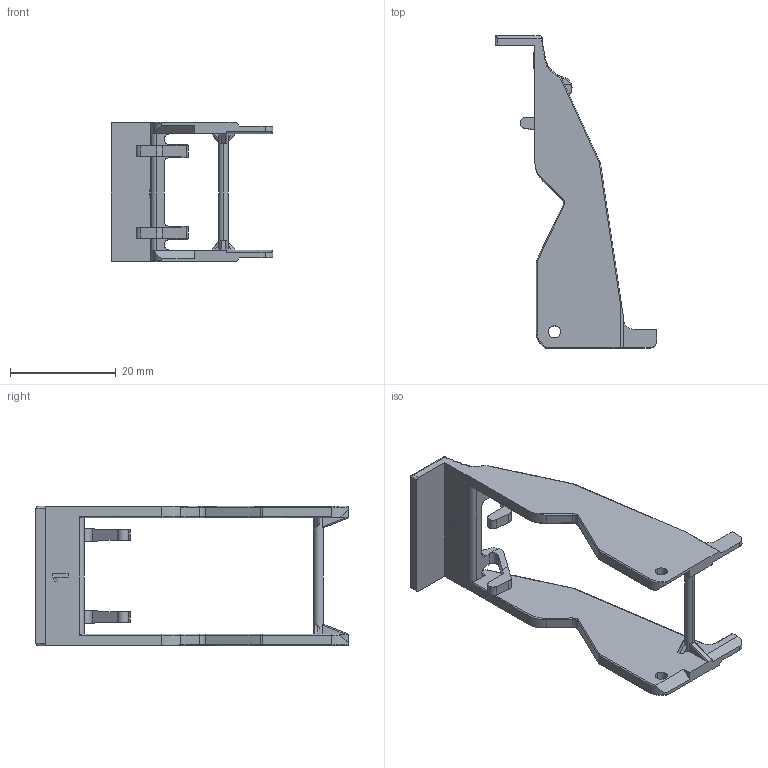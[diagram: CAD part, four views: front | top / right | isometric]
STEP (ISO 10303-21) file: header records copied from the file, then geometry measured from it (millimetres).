
FILE_DESCRIPTION((''),'2;1');
FILE_NAME('MS35C','2013-01-30T',('ScalaG'),(''),'PRO/ENGINEER BY PARAMETRIC TECHNOLOGY CORPORATION, 2010180','PRO/ENGINEER BY PARAMETRIC TECHNOLOGY CORPORATION, 2010180','');
FILE_SCHEMA(('CONFIG_CONTROL_DESIGN'));
Length unit declared in the file: millimetre
Products named in the file (1): MS35C
Bounding box: 30.67 x 59.14 x 26.4 mm (x, y, z)
Volume: 3744.8 mm3; surface area: 4502.4 mm2
Topology: 1 solids, 1 shells, 246 faces, 684 edges, 439 vertices
Faces by surface type: cylinder 116, plane 89, torus 31, bspline 10
Entity records: 8934 total; most frequent: CARTESIAN_POINT 2642, ORIENTED_EDGE 1368, DIRECTION 1270, EDGE_CURVE 684, AXIS2_PLACEMENT_3D 463, VERTEX_POINT 439, VECTOR 344, LINE 344
